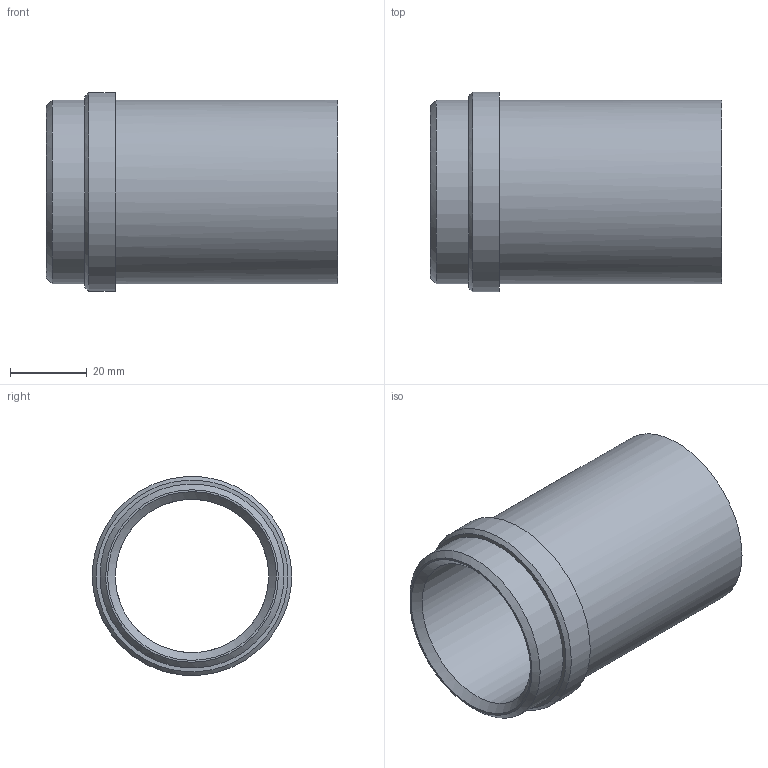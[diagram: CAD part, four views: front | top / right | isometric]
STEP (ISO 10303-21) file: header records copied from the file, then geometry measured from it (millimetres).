
FILE_DESCRIPTION(('STEP AP214'),'1');
FILE_NAME('EB1S-40X66.stp','2023-07-19T13:43:48',(' '),(' '),'Spatial InterOp 3D',' ',' ');
FILE_SCHEMA(('automotive_design'));
Length unit declared in the file: metre
Products named in the file (1): 1
Bounding box: 76 x 52 x 51.91 mm (x, y, z)
Volume: 43918.1 mm3; surface area: 22365.4 mm2
Topology: 1 solids, 1 shells, 12 faces, 35 edges, 27 vertices
Faces by surface type: revolution 8, plane 4
Entity records: 962 total; most frequent: CARTESIAN_POINT 430, ORIENTED_EDGE 54, PRESENTATION_STYLE_ASSIGNMENT 52, COLOUR_RGB 52, STYLED_ITEM 40, CURVE_STYLE 40, DRAUGHTING_PRE_DEFINED_CURVE_FONT 40, EDGE_CURVE 27
